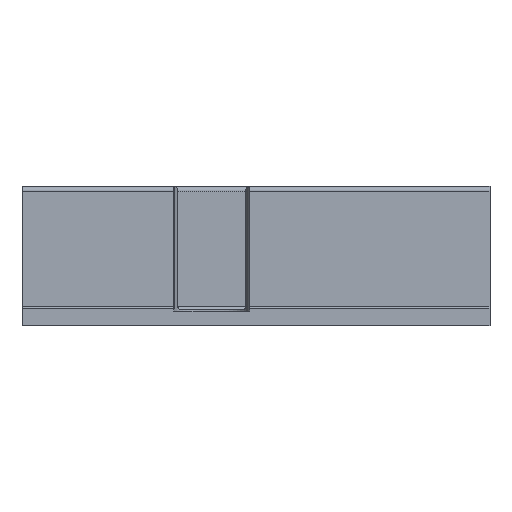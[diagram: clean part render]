
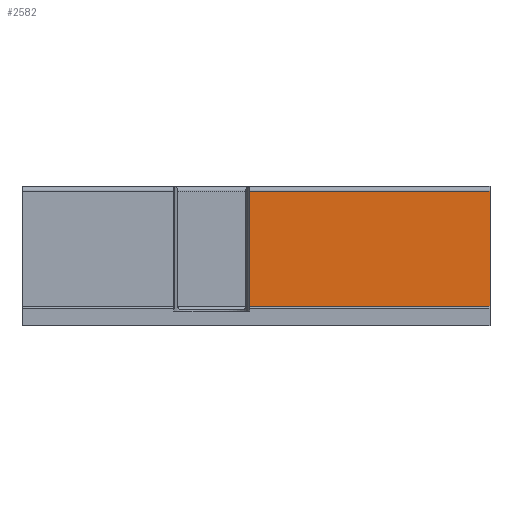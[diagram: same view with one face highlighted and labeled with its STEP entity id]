
A CAD part, front view. The second image highlights one B-rep face of the part: STEP entity #2582.
In plain terms, the highlighted planar face has unit normal (0, -1, 0).
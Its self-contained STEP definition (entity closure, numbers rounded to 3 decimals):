
#152 = PLANE ( 'NONE',  #394 ) ;
#153 = CARTESIAN_POINT ( 'NONE',  ( 152.4, -16.411, 1.52 ) ) ;
#158 = DIRECTION ( 'NONE',  ( 0., 1., 0. ) ) ;
#159 = DIRECTION ( 'NONE',  ( 0., 0., 1. ) ) ;
#317 = CARTESIAN_POINT ( 'NONE',  ( -0.5, -16.411, 10.62 ) ) ;
#319 = CARTESIAN_POINT ( 'NONE',  ( 18.5, -16.411, 10.62 ) ) ;
#394 = AXIS2_PLACEMENT_3D ( 'NONE', #153, #158, #159 ) ;
#618 = FACE_OUTER_BOUND ( 'NONE', #4274, .T. ) ;
#690 = LINE ( 'NONE', #1163, #692 ) ;
#692 = VECTOR ( 'NONE', #1159, 1000. ) ;
#758 = LINE ( 'NONE', #1295, #760 ) ;
#759 = LINE ( 'NONE', #1303, #762 ) ;
#760 = VECTOR ( 'NONE', #1296, 1000. ) ;
#762 = VECTOR ( 'NONE', #1304, 1000. ) ;
#1159 = DIRECTION ( 'NONE',  ( -1., 0., 0. ) ) ;
#1163 = CARTESIAN_POINT ( 'NONE',  ( 152.4, -16.411, 1.52 ) ) ;
#1295 = CARTESIAN_POINT ( 'NONE',  ( -0.5, -16.411, 1.52 ) ) ;
#1296 = DIRECTION ( 'NONE',  ( 0., 0., 1. ) ) ;
#1303 = CARTESIAN_POINT ( 'NONE',  ( 18.5, -16.411, 1.52 ) ) ;
#1304 = DIRECTION ( 'NONE',  ( 0., 0., -1. ) ) ;
#1961 = CARTESIAN_POINT ( 'NONE',  ( -0.5, -16.411, 1.52 ) ) ;
#1967 = CARTESIAN_POINT ( 'NONE',  ( 18.5, -16.411, 1.52 ) ) ;
#2375 = EDGE_CURVE ( 'NONE', #3055, #3053, #4544, .T. ) ;
#2582 = ADVANCED_FACE ( 'NONE', ( #618 ), #152, .F. ) ;
#3053 = VERTEX_POINT ( 'NONE', #317 ) ;
#3055 = VERTEX_POINT ( 'NONE', #319 ) ;
#3209 = EDGE_CURVE ( 'NONE', #3734, #3728, #690, .T. ) ;
#3256 = EDGE_CURVE ( 'NONE', #3728, #3053, #758, .T. ) ;
#3257 = EDGE_CURVE ( 'NONE', #3055, #3734, #759, .T. ) ;
#3728 = VERTEX_POINT ( 'NONE', #1961 ) ;
#3734 = VERTEX_POINT ( 'NONE', #1967 ) ;
#4274 = EDGE_LOOP ( 'NONE', ( #4948, #4945, #4983, #4984 ) ) ;
#4544 = LINE ( 'NONE', #5495, #4546 ) ;
#4546 = VECTOR ( 'NONE', #5491, 1000. ) ;
#4945 = ORIENTED_EDGE ( 'NONE', *, *, #3209, .F. ) ;
#4948 = ORIENTED_EDGE ( 'NONE', *, *, #3256, .F. ) ;
#4983 = ORIENTED_EDGE ( 'NONE', *, *, #3257, .F. ) ;
#4984 = ORIENTED_EDGE ( 'NONE', *, *, #2375, .T. ) ;
#5491 = DIRECTION ( 'NONE',  ( -1., 0., 0. ) ) ;
#5495 = CARTESIAN_POINT ( 'NONE',  ( 152.4, -16.411, 10.62 ) ) ;
